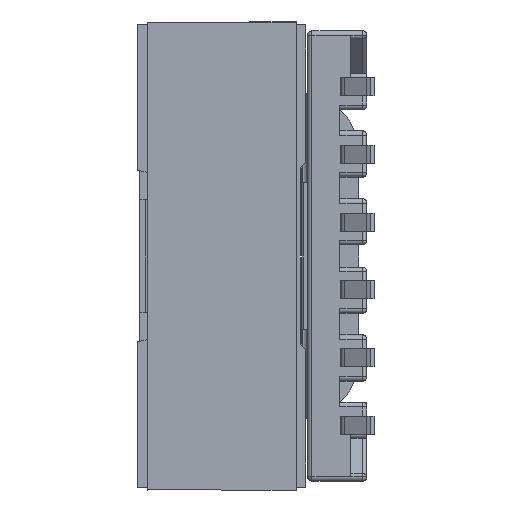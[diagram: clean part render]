
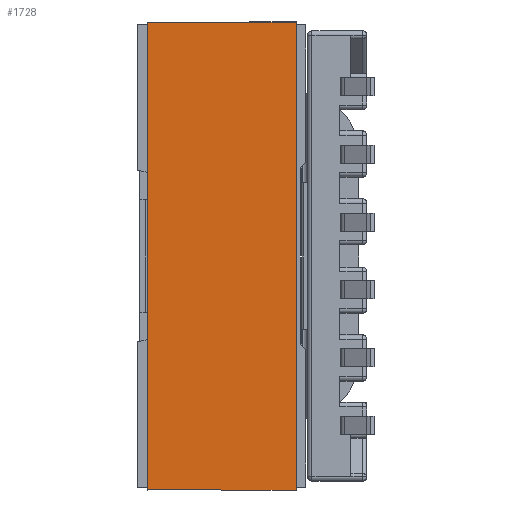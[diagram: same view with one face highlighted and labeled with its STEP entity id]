
A CAD part, left-side view. The second image highlights one B-rep face of the part: STEP entity #1728.
In plain terms, the highlighted face is planar.
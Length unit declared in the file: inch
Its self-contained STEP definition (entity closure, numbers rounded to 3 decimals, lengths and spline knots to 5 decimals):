
#98 = VERTEX_POINT ( 'NONE', #261 ) ;
#261 = CARTESIAN_POINT ( 'NONE',  ( 1.00236, 0.0063, -0.3252 ) ) ;
#651 = VECTOR ( 'NONE', #11018, 39.37008 ) ;
#871 = ORIENTED_EDGE ( 'NONE', *, *, #5680, .T. ) ;
#910 = DIRECTION ( 'NONE',  ( 0., 1., 0. ) ) ;
#1728 = ADVANCED_FACE ( 'NONE', ( #6326 ), #1870, .T. ) ;
#1870 = PLANE ( 'NONE',  #8270 ) ;
#3011 = VERTEX_POINT ( 'NONE', #11133 ) ;
#3852 = VERTEX_POINT ( 'NONE', #16166 ) ;
#5680 = EDGE_CURVE ( 'NONE', #98, #16472, #14174, .T. ) ;
#6088 = ORIENTED_EDGE ( 'NONE', *, *, #10081, .F. ) ;
#6326 = FACE_OUTER_BOUND ( 'NONE', #18553, .T. ) ;
#6415 = LINE ( 'NONE', #18757, #13892 ) ;
#6551 = CARTESIAN_POINT ( 'NONE',  ( 1.00236, 0.0063, -0.3252 ) ) ;
#6887 = DIRECTION ( 'NONE',  ( 0., 0., 1. ) ) ;
#8155 = CARTESIAN_POINT ( 'NONE',  ( 1.00236, 0.0063, -0.3252 ) ) ;
#8270 = AXIS2_PLACEMENT_3D ( 'NONE', #6551, #18481, #9468 ) ;
#8364 = LINE ( 'NONE', #17285, #18124 ) ;
#8552 = LINE ( 'NONE', #10187, #9465 ) ;
#9465 = VECTOR ( 'NONE', #10371, 39.37008 ) ;
#9468 = DIRECTION ( 'NONE',  ( 0., 0., -1. ) ) ;
#10081 = EDGE_CURVE ( 'NONE', #3011, #16472, #6415, .T. ) ;
#10187 = CARTESIAN_POINT ( 'NONE',  ( 1.00236, 0.0063, -0.3252 ) ) ;
#10371 = DIRECTION ( 'NONE',  ( 0., 1., 0. ) ) ;
#11018 = DIRECTION ( 'NONE',  ( 0., 0., 1. ) ) ;
#11133 = CARTESIAN_POINT ( 'NONE',  ( 1.00236, -1.01614, 0. ) ) ;
#12674 = EDGE_CURVE ( 'NONE', #3852, #3011, #8364, .T. ) ;
#13892 = VECTOR ( 'NONE', #910, 39.37008 ) ;
#14174 = LINE ( 'NONE', #8155, #651 ) ;
#16166 = CARTESIAN_POINT ( 'NONE',  ( 1.00236, -1.01614, -0.3252 ) ) ;
#16255 = ORIENTED_EDGE ( 'NONE', *, *, #16885, .T. ) ;
#16472 = VERTEX_POINT ( 'NONE', #18147 ) ;
#16885 = EDGE_CURVE ( 'NONE', #3852, #98, #8552, .T. ) ;
#17285 = CARTESIAN_POINT ( 'NONE',  ( 1.00236, -1.01614, -0.3252 ) ) ;
#17471 = ORIENTED_EDGE ( 'NONE', *, *, #12674, .F. ) ;
#18124 = VECTOR ( 'NONE', #6887, 39.37008 ) ;
#18147 = CARTESIAN_POINT ( 'NONE',  ( 1.00236, 0.0063, 0. ) ) ;
#18481 = DIRECTION ( 'NONE',  ( 1., 0., 0. ) ) ;
#18553 = EDGE_LOOP ( 'NONE', ( #6088, #17471, #16255, #871 ) ) ;
#18757 = CARTESIAN_POINT ( 'NONE',  ( 1.00236, 0.0063, 0. ) ) ;
